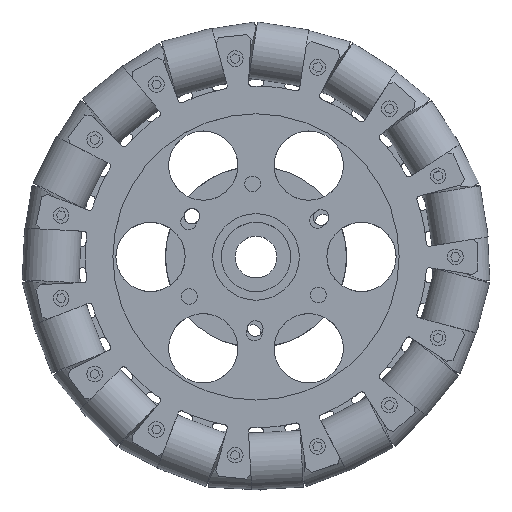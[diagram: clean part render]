
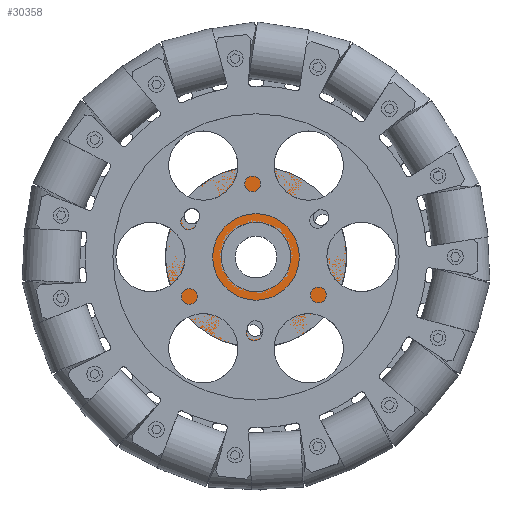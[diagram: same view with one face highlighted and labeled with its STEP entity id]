
A CAD part, top view. The second image highlights one B-rep face of the part: STEP entity #30358.
In plain terms, the highlighted face is planar.
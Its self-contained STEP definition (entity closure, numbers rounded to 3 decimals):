
#287 = ORIENTED_EDGE ( 'NONE', *, *, #724, .F. ) ;
#459 = DIRECTION ( 'NONE',  ( 0., 0., -1. ) ) ;
#724 = EDGE_CURVE ( 'NONE', #18788, #31096, #7824, .T. ) ;
#1139 = CARTESIAN_POINT ( 'NONE',  ( -4.278, -14., 25.876 ) ) ;
#1482 = DIRECTION ( 'NONE',  ( -0.315, 0., -0.949 ) ) ;
#1878 = AXIS2_PLACEMENT_3D ( 'NONE', #18791, #26033, #31020 ) ;
#3243 = DIRECTION ( 'NONE',  ( 0., 0., -1. ) ) ;
#3264 = DIRECTION ( 'NONE',  ( 0., -1., 0. ) ) ;
#3404 = DIRECTION ( 'NONE',  ( 0., -1., 0. ) ) ;
#3692 = AXIS2_PLACEMENT_3D ( 'NONE', #25318, #3264, #30120 ) ;
#3758 = FACE_BOUND ( 'NONE', #15423, .T. ) ;
#4122 = FACE_OUTER_BOUND ( 'NONE', #18638, .T. ) ;
#4246 = CARTESIAN_POINT ( 'NONE',  ( -3.143, -14., -6.053 ) ) ;
#4388 = EDGE_CURVE ( 'NONE', #14029, #26125, #29603, .T. ) ;
#4403 = CIRCLE ( 'NONE', #8219, 2.5 ) ;
#4612 = CARTESIAN_POINT ( 'NONE',  ( 0.319, -14., 4.389 ) ) ;
#4690 = CARTESIAN_POINT ( 'NONE',  ( 9.366, -14., 31.678 ) ) ;
#5662 = FACE_BOUND ( 'NONE', #7065, .T. ) ;
#5813 = ORIENTED_EDGE ( 'NONE', *, *, #18337, .T. ) ;
#6664 = CARTESIAN_POINT ( 'NONE',  ( 24.208, -14., -0.317 ) ) ;
#7065 = EDGE_LOOP ( 'NONE', ( #11913, #20027 ) ) ;
#7210 = FACE_BOUND ( 'NONE', #15628, .T. ) ;
#7211 = PLANE ( 'NONE',  #24989 ) ;
#7824 = CIRCLE ( 'NONE', #10996, 2.5 ) ;
#7897 = DIRECTION ( 'NONE',  ( 0., -1., 0. ) ) ;
#8144 = CARTESIAN_POINT ( 'NONE',  ( 23.421, -14., -2.69 ) ) ;
#8219 = AXIS2_PLACEMENT_3D ( 'NONE', #12050, #29301, #9503 ) ;
#8591 = CIRCLE ( 'NONE', #3692, 11. ) ;
#8647 = DIRECTION ( 'NONE',  ( 0., -1., 0. ) ) ;
#8799 = AXIS2_PLACEMENT_3D ( 'NONE', #8144, #3404, #15664 ) ;
#9164 = CARTESIAN_POINT ( 'NONE',  ( 22.635, -14., -5.063 ) ) ;
#9288 = CIRCLE ( 'NONE', #1878, 2.5 ) ;
#9489 = DIRECTION ( 'NONE',  ( -0.315, 0., -0.949 ) ) ;
#9503 = DIRECTION ( 'NONE',  ( 0., 0., -1. ) ) ;
#9672 = VERTEX_POINT ( 'NONE', #16541 ) ;
#9725 = EDGE_CURVE ( 'NONE', #31096, #18788, #4403, .T. ) ;
#9882 = ORIENTED_EDGE ( 'NONE', *, *, #9725, .F. ) ;
#10075 = CARTESIAN_POINT ( 'NONE',  ( -3.491, -14., 28.249 ) ) ;
#10505 = EDGE_CURVE ( 'NONE', #31407, #17876, #8591, .T. ) ;
#10996 = AXIS2_PLACEMENT_3D ( 'NONE', #15415, #7897, #459 ) ;
#11784 = CIRCLE ( 'NONE', #17468, 28.75 ) ;
#11913 = ORIENTED_EDGE ( 'NONE', *, *, #4388, .F. ) ;
#12050 = CARTESIAN_POINT ( 'NONE',  ( -16.829, -14., -10.528 ) ) ;
#12089 = ORIENTED_EDGE ( 'NONE', *, *, #20750, .F. ) ;
#13287 = CIRCLE ( 'NONE', #28256, 2.5 ) ;
#13521 = CARTESIAN_POINT ( 'NONE',  ( 23.421, -14., -2.69 ) ) ;
#13901 = ORIENTED_EDGE ( 'NONE', *, *, #22652, .F. ) ;
#14029 = VERTEX_POINT ( 'NONE', #6664 ) ;
#14132 = DIRECTION ( 'NONE',  ( 0., -1., 0. ) ) ;
#14408 = CARTESIAN_POINT ( 'NONE',  ( 3.78, -14., 14.83 ) ) ;
#15415 = CARTESIAN_POINT ( 'NONE',  ( -16.829, -14., -10.528 ) ) ;
#15423 = EDGE_LOOP ( 'NONE', ( #287, #9882 ) ) ;
#15628 = EDGE_LOOP ( 'NONE', ( #12089, #19277 ) ) ;
#15664 = DIRECTION ( 'NONE',  ( 0., 0., -1. ) ) ;
#16300 = AXIS2_PLACEMENT_3D ( 'NONE', #21677, #14132, #9489 ) ;
#16541 = CARTESIAN_POINT ( 'NONE',  ( -2.705, -14., 30.622 ) ) ;
#16580 = DIRECTION ( 'NONE',  ( -0.315, 0., -0.949 ) ) ;
#16855 = CARTESIAN_POINT ( 'NONE',  ( 0.319, -14., 4.389 ) ) ;
#17468 = AXIS2_PLACEMENT_3D ( 'NONE', #20751, #25503, #1482 ) ;
#17876 = VERTEX_POINT ( 'NONE', #14408 ) ;
#18244 = EDGE_CURVE ( 'NONE', #24948, #9672, #9288, .T. ) ;
#18337 = EDGE_CURVE ( 'NONE', #24210, #24769, #31086, .T. ) ;
#18638 = EDGE_LOOP ( 'NONE', ( #22849, #5813 ) ) ;
#18750 = CARTESIAN_POINT ( 'NONE',  ( -16.042, -14., -8.155 ) ) ;
#18788 = VERTEX_POINT ( 'NONE', #18750 ) ;
#18791 = CARTESIAN_POINT ( 'NONE',  ( -3.491, -14., 28.249 ) ) ;
#19277 = ORIENTED_EDGE ( 'NONE', *, *, #10505, .F. ) ;
#19324 = DIRECTION ( 'NONE',  ( 0., -1., 0. ) ) ;
#19426 = FACE_BOUND ( 'NONE', #24074, .T. ) ;
#20027 = ORIENTED_EDGE ( 'NONE', *, *, #30185, .F. ) ;
#20750 = EDGE_CURVE ( 'NONE', #17876, #31407, #30523, .T. ) ;
#20751 = CARTESIAN_POINT ( 'NONE',  ( 0.319, -14., 4.389 ) ) ;
#21677 = CARTESIAN_POINT ( 'NONE',  ( 0.319, -14., 4.389 ) ) ;
#22652 = EDGE_CURVE ( 'NONE', #9672, #24948, #24219, .T. ) ;
#22818 = AXIS2_PLACEMENT_3D ( 'NONE', #16855, #19324, #26550 ) ;
#22849 = ORIENTED_EDGE ( 'NONE', *, *, #28006, .T. ) ;
#23093 = DIRECTION ( 'NONE',  ( 0., 0., -1. ) ) ;
#23853 = CARTESIAN_POINT ( 'NONE',  ( -17.616, -14., -12.901 ) ) ;
#24074 = EDGE_LOOP ( 'NONE', ( #13901, #31464 ) ) ;
#24092 = DIRECTION ( 'NONE',  ( 0., -1., 0. ) ) ;
#24210 = VERTEX_POINT ( 'NONE', #31394 ) ;
#24219 = CIRCLE ( 'NONE', #26580, 2.5 ) ;
#24769 = VERTEX_POINT ( 'NONE', #4690 ) ;
#24948 = VERTEX_POINT ( 'NONE', #1139 ) ;
#24989 = AXIS2_PLACEMENT_3D ( 'NONE', #4612, #24092, #16580 ) ;
#25318 = CARTESIAN_POINT ( 'NONE',  ( 0.319, -14., 4.389 ) ) ;
#25503 = DIRECTION ( 'NONE',  ( 0., -1., 0. ) ) ;
#26033 = DIRECTION ( 'NONE',  ( 0., -1., 0. ) ) ;
#26125 = VERTEX_POINT ( 'NONE', #9164 ) ;
#26550 = DIRECTION ( 'NONE',  ( -0.315, 0., -0.949 ) ) ;
#26580 = AXIS2_PLACEMENT_3D ( 'NONE', #10075, #27654, #3243 ) ;
#27654 = DIRECTION ( 'NONE',  ( 0., -1., 0. ) ) ;
#28006 = EDGE_CURVE ( 'NONE', #24769, #24210, #11784, .T. ) ;
#28256 = AXIS2_PLACEMENT_3D ( 'NONE', #13521, #8647, #23093 ) ;
#29301 = DIRECTION ( 'NONE',  ( 0., -1., 0. ) ) ;
#29603 = CIRCLE ( 'NONE', #8799, 2.5 ) ;
#30120 = DIRECTION ( 'NONE',  ( -0.315, 0., -0.949 ) ) ;
#30185 = EDGE_CURVE ( 'NONE', #26125, #14029, #13287, .T. ) ;
#30358 = ADVANCED_FACE ( 'NONE', ( #3758, #5662, #19426, #4122, #7210 ), #7211, .T. ) ;
#30523 = CIRCLE ( 'NONE', #16300, 11. ) ;
#31020 = DIRECTION ( 'NONE',  ( 0., 0., -1. ) ) ;
#31086 = CIRCLE ( 'NONE', #22818, 28.75 ) ;
#31096 = VERTEX_POINT ( 'NONE', #23853 ) ;
#31394 = CARTESIAN_POINT ( 'NONE',  ( -8.729, -14., -22.901 ) ) ;
#31407 = VERTEX_POINT ( 'NONE', #4246 ) ;
#31464 = ORIENTED_EDGE ( 'NONE', *, *, #18244, .F. ) ;
